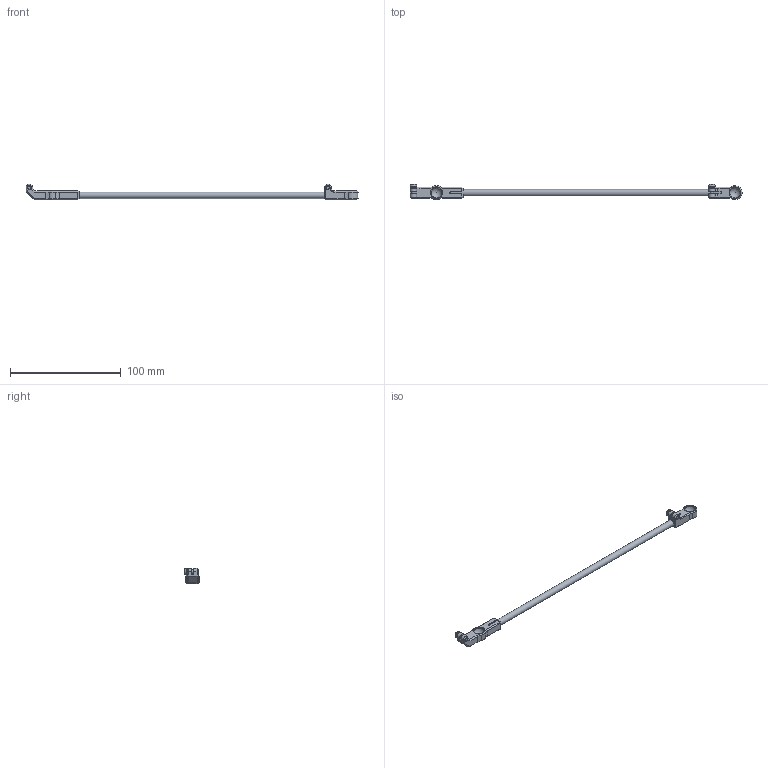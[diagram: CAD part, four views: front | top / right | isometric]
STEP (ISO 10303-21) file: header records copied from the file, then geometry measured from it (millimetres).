
FILE_DESCRIPTION(/* description */ ('Alibre Inc.'),/* implementation_level */ '2;1');
FILE_NAME(/* name */ 'export0',/* time_stamp */ '2015-07-11T14:39:36+12:00',/* author */ (''),/* organization */ (''),/* preprocessor_version */ 'ST-DEVELOPER v14',/* originating_system */ 'Alibre',/* authorisation */ '');
FILE_SCHEMA (('CONFIG_CONTROL_DESIGN'));
Length unit declared in the file: centimetre
Products named in the file (5): ID_1; DRCF-TUBE-M5.8-255L
Bounding box: 300.23 x 13.64 x 14 mm (x, y, z)
Volume: 9344.1 mm3; surface area: 11976 mm2
Topology: 5 solids, 5 shells, 183 faces, 451 edges, 278 vertices
Faces by surface type: plane 118, cylinder 31, cone 24, torus 8, sphere 2
Full cylindrical faces by diameter (mm): 3 x2, 3.3 x5, 5.8 x1, 6 x2, 6.5 x2, 9.8 x2
Entity records: 6289 total; most frequent: CARTESIAN_POINT 2300, ORIENTED_EDGE 724, DIRECTION 638, EDGE_CURVE 362, AXIS2_PLACEMENT_3D 256, VERTEX_POINT 227, VECTOR 222, LINE 222
